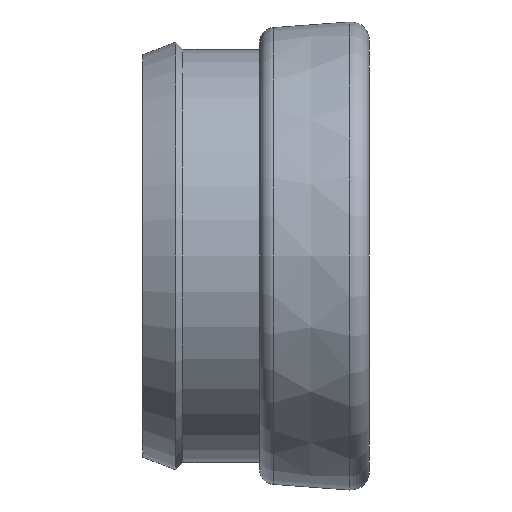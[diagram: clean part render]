
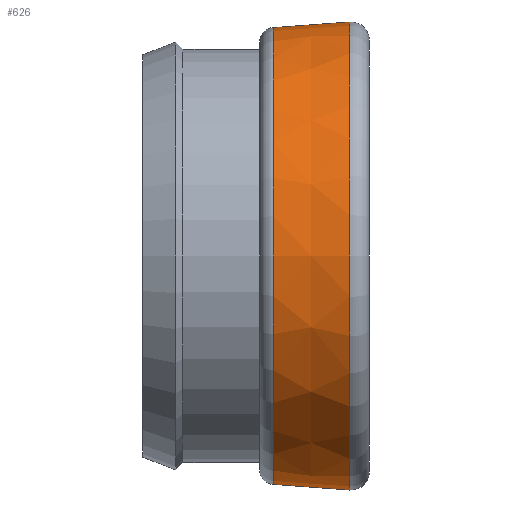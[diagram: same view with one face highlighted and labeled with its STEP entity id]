
A CAD part, front view. The second image highlights one B-rep face of the part: STEP entity #626.
In plain terms, the highlighted conical face has half-angle 4.194 degrees and reference radius 6.44 mm.
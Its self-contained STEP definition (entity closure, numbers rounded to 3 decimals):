
#311 = DIRECTION ( 'NONE',  ( 1., 0., 0. ) ) ;
#313 = CARTESIAN_POINT ( 'NONE',  ( 3.571, 0., 0. ) ) ;
#314 = DIRECTION ( 'NONE',  ( 0., 0., 1. ) ) ;
#333 = DIRECTION ( 'NONE',  ( 0.997, 0., -0.073 ) ) ;
#334 = DIRECTION ( 'NONE',  ( 0.997, 0., 0.073 ) ) ;
#344 = CARTESIAN_POINT ( 'NONE',  ( 6.2, 0., -6.44 ) ) ;
#352 = CARTESIAN_POINT ( 'NONE',  ( 6.2, 0., 6.44 ) ) ;
#435 = CARTESIAN_POINT ( 'NONE',  ( 3.571, 0., -6.247 ) ) ;
#498 = CARTESIAN_POINT ( 'NONE',  ( 5.663, 0., 6.401 ) ) ;
#505 = CARTESIAN_POINT ( 'NONE',  ( 3.571, 0., 6.247 ) ) ;
#515 = CARTESIAN_POINT ( 'NONE',  ( 5.663, 0., -6.401 ) ) ;
#551 = EDGE_LOOP ( 'NONE', ( #693, #694, #682, #670 ) ) ;
#626 = ADVANCED_FACE ( 'NONE', ( #758 ), #744, .T. ) ;
#670 = ORIENTED_EDGE ( 'NONE', *, *, #836, .T. ) ;
#682 = ORIENTED_EDGE ( 'NONE', *, *, #852, .T. ) ;
#693 = ORIENTED_EDGE ( 'NONE', *, *, #855, .F. ) ;
#694 = ORIENTED_EDGE ( 'NONE', *, *, #839, .T. ) ;
#730 = LINE ( 'NONE', #352, #750 ) ;
#744 = CONICAL_SURFACE ( 'NONE', #901, 6.44, 0.073 ) ;
#748 = VECTOR ( 'NONE', #333, 1000. ) ;
#750 = VECTOR ( 'NONE', #334, 1000. ) ;
#758 = FACE_OUTER_BOUND ( 'NONE', #551, .T. ) ;
#764 = LINE ( 'NONE', #344, #748 ) ;
#766 = CIRCLE ( 'NONE', #903, 6.401 ) ;
#772 = CIRCLE ( 'NONE', #931, 6.247 ) ;
#836 = EDGE_CURVE ( 'NONE', #1103, #1115, #766, .T. ) ;
#839 = EDGE_CURVE ( 'NONE', #1099, #1088, #772, .T. ) ;
#852 = EDGE_CURVE ( 'NONE', #1088, #1103, #764, .T. ) ;
#855 = EDGE_CURVE ( 'NONE', #1099, #1115, #730, .T. ) ;
#901 = AXIS2_PLACEMENT_3D ( 'NONE', #988, #1008, #989 ) ;
#903 = AXIS2_PLACEMENT_3D ( 'NONE', #1010, #1011, #1022 ) ;
#931 = AXIS2_PLACEMENT_3D ( 'NONE', #313, #311, #314 ) ;
#988 = CARTESIAN_POINT ( 'NONE',  ( 6.2, 0., 0. ) ) ;
#989 = DIRECTION ( 'NONE',  ( 0., 0., -1. ) ) ;
#1008 = DIRECTION ( 'NONE',  ( 1., 0., 0. ) ) ;
#1010 = CARTESIAN_POINT ( 'NONE',  ( 5.663, 0., 0. ) ) ;
#1011 = DIRECTION ( 'NONE',  ( -1., 0., 0. ) ) ;
#1022 = DIRECTION ( 'NONE',  ( 0., 0., 1. ) ) ;
#1088 = VERTEX_POINT ( 'NONE', #435 ) ;
#1099 = VERTEX_POINT ( 'NONE', #505 ) ;
#1103 = VERTEX_POINT ( 'NONE', #515 ) ;
#1115 = VERTEX_POINT ( 'NONE', #498 ) ;
